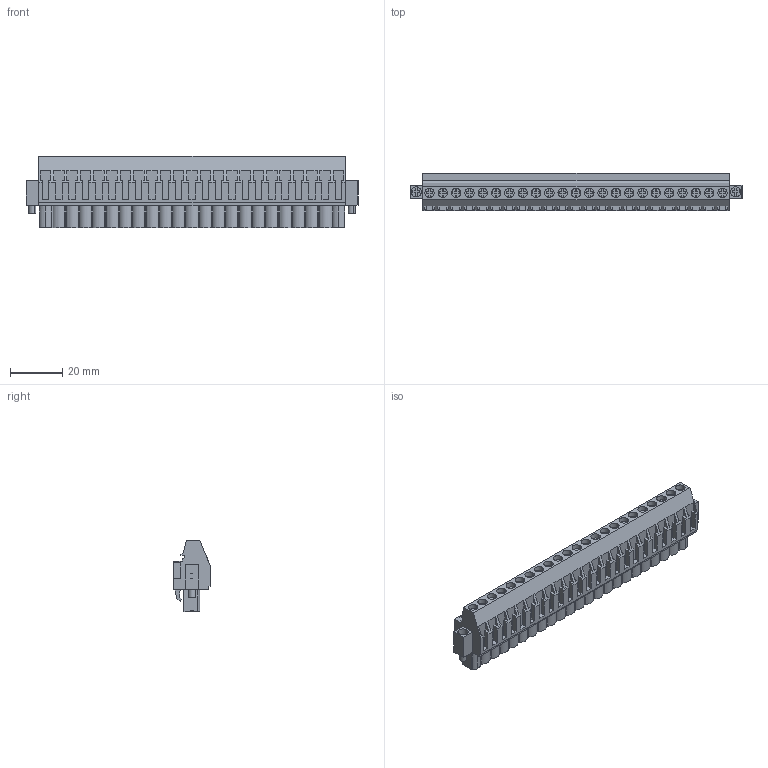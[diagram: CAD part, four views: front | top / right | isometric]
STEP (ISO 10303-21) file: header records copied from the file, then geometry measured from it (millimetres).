
FILE_DESCRIPTION(('CATIA V5 STEP','CAx-IF Rec.Pracs.--- Model Styling and Organization---1.2---2011-12-15'),'2;1');
FILE_NAME ('7246776_2_1950020000_1950020000.stp','2017-09-09T10:57:49+00:00',('none'),('Weidmueller'),'CATIA Version 5-6 Release 2014','CATIA V5 STEP AP214','none');
FILE_SCHEMA(('AUTOMOTIVE_DESIGN { 1 0 10303 214 1 1 1 1 }'));
Length unit declared in the file: millimetre
Products named in the file (1): 1950020000
Bounding box: 126.64 x 14.1 x 27.2 mm (x, y, z)
Volume: 27017.3 mm3; surface area: 15818 mm2
Topology: 26 solids, 26 shells, 1543 faces, 4260 edges, 2870 vertices
Faces by surface type: plane 1314, cylinder 225, extrusion 4
Entity records: 46147 total; most frequent: CARTESIAN_POINT 8904, ORIENTED_EDGE 8520, DIRECTION 6190, EDGE_CURVE 4260, VECTOR 3706, LINE 3702, VERTEX_POINT 2870, EDGE_LOOP 1648
